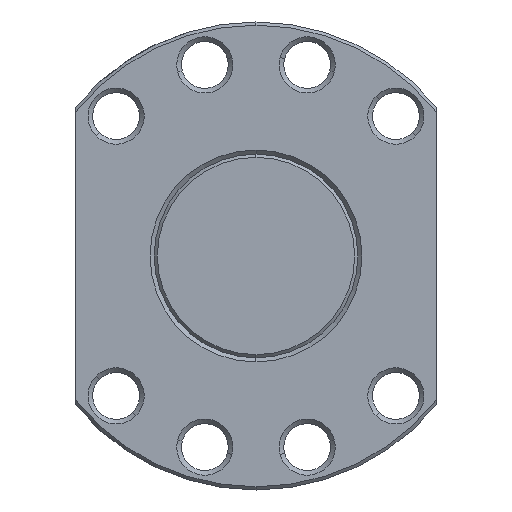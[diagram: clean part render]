
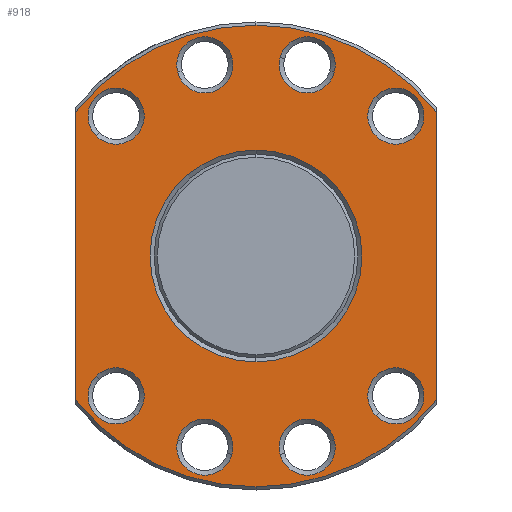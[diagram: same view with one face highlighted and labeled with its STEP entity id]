
A CAD part, left-side view. The second image highlights one B-rep face of the part: STEP entity #918.
In plain terms, the highlighted planar face has unit normal (-1, 0, 0).
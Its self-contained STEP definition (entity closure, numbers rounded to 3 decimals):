
#446=VERTEX_POINT('',#1291);
#470=VERTEX_POINT('',#1316);
#478=VERTEX_POINT('',#1324);
#524=VERTEX_POINT('',#1376);
#534=EDGE_CURVE('',#816,#470,#1387,.T.);
#572=VERTEX_POINT('',#1431);
#578=VERTEX_POINT('',#1437);
#586=VERTEX_POINT('',#1445);
#610=VERTEX_POINT('',#1474);
#618=EDGE_CURVE('',#686,#938,#1482,.T.);
#620=EDGE_CURVE('',#756,#446,#1484,.T.);
#626=VERTEX_POINT('',#1491);
#640=EDGE_CURVE('',#912,#1216,#1515,.T.);
#662=VERTEX_POINT('',#1542);
#664=EDGE_CURVE('',#944,#578,#1544,.T.);
#668=EDGE_CURVE('',#1164,#1216,#1548,.T.);
#678=EDGE_CURVE('',#1248,#572,#1558,.T.);
#686=VERTEX_POINT('',#1566);
#728=EDGE_CURVE('',#578,#944,#1617,.T.);
#734=EDGE_CURVE('',#470,#816,#1624,.T.);
#744=EDGE_CURVE('',#1086,#610,#1634,.T.);
#756=VERTEX_POINT('',#1646);
#814=EDGE_CURVE('',#446,#756,#1710,.T.);
#816=VERTEX_POINT('',#1712);
#898=EDGE_CURVE('',#586,#1118,#1807,.T.);
#912=VERTEX_POINT('',#1822);
#918=ADVANCED_FACE('',(#1828,#1829,#1830,#1831,#1832,#1833,#1834,#1835,#1836,#1837),#1838,.T.);
#930=EDGE_CURVE('',#626,#1164,#1853,.T.);
#938=VERTEX_POINT('',#1861);
#942=EDGE_CURVE('',#1088,#1056,#1865,.T.);
#944=VERTEX_POINT('',#1867);
#962=EDGE_CURVE('',#662,#1182,#1886,.T.);
#1014=EDGE_CURVE('',#626,#1182,#1943,.T.);
#1024=EDGE_CURVE('',#478,#524,#1954,.T.);
#1044=EDGE_CURVE('',#524,#478,#1979,.T.);
#1056=VERTEX_POINT('',#1992);
#1068=EDGE_CURVE('',#572,#1248,#2007,.T.);
#1086=VERTEX_POINT('',#2026);
#1088=VERTEX_POINT('',#2028);
#1118=VERTEX_POINT('',#2063);
#1138=EDGE_CURVE('',#1056,#1088,#2083,.T.);
#1158=EDGE_CURVE('',#1118,#586,#2104,.T.);
#1164=VERTEX_POINT('',#2111);
#1180=EDGE_CURVE('',#938,#686,#2128,.T.);
#1182=VERTEX_POINT('',#2130);
#1200=EDGE_CURVE('',#912,#662,#2150,.T.);
#1216=VERTEX_POINT('',#2166);
#1234=EDGE_CURVE('',#610,#1086,#2188,.T.);
#1248=VERTEX_POINT('',#2202);
#1291=CARTESIAN_POINT('',(455.0,37.547,28.214));
#1316=CARTESIAN_POINT('',(455.0,-18.41,-43.207));
#1324=CARTESIAN_POINT('',(455.0,0.0,24.908));
#1376=CARTESIAN_POINT('',(455.0,0.,-24.908));
#1387=CIRCLE('',#2365,6.6);
#1431=CARTESIAN_POINT('',(455.0,37.547,-28.214));
#1437=CARTESIAN_POINT('',(455.0,-28.214,37.547));
#1445=CARTESIAN_POINT('',(455.0,5.66,46.624));
#1474=CARTESIAN_POINT('',(455.0,-37.547,-28.214));
#1482=CIRCLE('',#2510,6.6);
#1484=CIRCLE('',#2513,6.6);
#1491=CARTESIAN_POINT('',(455.0,42.5,33.72));
#1515=LINE('',#2596,#2597);
#1542=CARTESIAN_POINT('',(455.0,0.,-54.252));
#1544=CIRCLE('',#2633,6.6);
#1548=CIRCLE('',#2640,54.252);
#1558=CIRCLE('',#2663,6.6);
#1566=CARTESIAN_POINT('',(455.0,-5.66,46.624));
#1617=CIRCLE('',#2735,6.6);
#1624=CIRCLE('',#2744,6.6);
#1634=CIRCLE('',#2759,6.6);
#1646=CARTESIAN_POINT('',(455.0,28.214,37.547));
#1710=CIRCLE('',#2856,6.6);
#1712=CARTESIAN_POINT('',(455.0,-5.66,-46.624));
#1807=CIRCLE('',#3010,6.6);
#1822=CARTESIAN_POINT('',(455.0,-42.5,-33.72));
#1828=FACE_BOUND('',#3037,.T.);
#1829=FACE_OUTER_BOUND('',#3038,.T.);
#1830=FACE_BOUND('',#3039,.T.);
#1831=FACE_BOUND('',#3040,.T.);
#1832=FACE_BOUND('',#3041,.T.);
#1833=FACE_BOUND('',#3042,.T.);
#1834=FACE_BOUND('',#3043,.T.);
#1835=FACE_BOUND('',#3044,.T.);
#1836=FACE_BOUND('',#3045,.T.);
#1837=FACE_BOUND('',#3046,.T.);
#1838=PLANE('',#3047);
#1853=CIRCLE('',#3065,54.252);
#1861=CARTESIAN_POINT('',(455.0,-18.41,43.207));
#1865=CIRCLE('',#3082,6.6);
#1867=CARTESIAN_POINT('',(455.0,-37.547,28.214));
#1886=CIRCLE('',#3113,54.252);
#1943=LINE('',#3211,#3212);
#1954=CIRCLE('',#3227,24.908);
#1979=CIRCLE('',#3255,24.908);
#1992=CARTESIAN_POINT('',(455.0,18.41,-43.207));
#2007=CIRCLE('',#3291,6.6);
#2026=CARTESIAN_POINT('',(455.0,-28.214,-37.547));
#2028=CARTESIAN_POINT('',(455.0,5.66,-46.624));
#2063=CARTESIAN_POINT('',(455.0,18.41,43.207));
#2083=CIRCLE('',#3399,6.6);
#2104=CIRCLE('',#3426,6.6);
#2111=CARTESIAN_POINT('',(455.0,0.,54.252));
#2128=CIRCLE('',#3466,6.6);
#2130=CARTESIAN_POINT('',(455.0,42.5,-33.72));
#2150=CIRCLE('',#3495,54.252);
#2166=CARTESIAN_POINT('',(455.0,-42.5,33.72));
#2188=CIRCLE('',#3544,6.6);
#2202=CARTESIAN_POINT('',(455.0,28.214,-37.547));
#2365=AXIS2_PLACEMENT_3D('',#3703,#3704,#3705);
#2510=AXIS2_PLACEMENT_3D('',#3829,#3830,#3831);
#2513=AXIS2_PLACEMENT_3D('',#3832,#3833,#3834);
#2596=CARTESIAN_POINT('',(455.0,-42.5,13.563));
#2597=VECTOR('',#3879,1.0);
#2633=AXIS2_PLACEMENT_3D('',#3928,#3929,#3930);
#2640=AXIS2_PLACEMENT_3D('',#3932,#3933,#3934);
#2663=AXIS2_PLACEMENT_3D('',#3936,#3937,#3938);
#2735=AXIS2_PLACEMENT_3D('',#4026,#4027,#4028);
#2744=AXIS2_PLACEMENT_3D('',#4040,#4041,#4042);
#2759=AXIS2_PLACEMENT_3D('',#4050,#4051,#4052);
#2856=AXIS2_PLACEMENT_3D('',#4126,#4127,#4128);
#3010=AXIS2_PLACEMENT_3D('',#4262,#4263,#4264);
#3037=EDGE_LOOP('',(#4287,#4288));
#3038=EDGE_LOOP('',(#4289,#4290,#4291,#4292,#4293,#4294));
#3039=EDGE_LOOP('',(#4295,#4296));
#3040=EDGE_LOOP('',(#4297,#4298));
#3041=EDGE_LOOP('',(#4299,#4300));
#3042=EDGE_LOOP('',(#4301,#4302));
#3043=EDGE_LOOP('',(#4303,#4304));
#3044=EDGE_LOOP('',(#4305,#4306));
#3045=EDGE_LOOP('',(#4307,#4308));
#3046=EDGE_LOOP('',(#4309,#4310));
#3047=AXIS2_PLACEMENT_3D('',#4311,#4312,#4313);
#3065=AXIS2_PLACEMENT_3D('',#4339,#4340,#4341);
#3082=AXIS2_PLACEMENT_3D('',#4349,#4350,#4351);
#3113=AXIS2_PLACEMENT_3D('',#4367,#4368,#4369);
#3211=CARTESIAN_POINT('',(455.0,42.5,13.563));
#3212=VECTOR('',#4432,1.0);
#3227=AXIS2_PLACEMENT_3D('',#4445,#4446,#4447);
#3255=AXIS2_PLACEMENT_3D('',#4489,#4490,#4491);
#3291=AXIS2_PLACEMENT_3D('',#4535,#4536,#4537);
#3399=AXIS2_PLACEMENT_3D('',#4610,#4611,#4612);
#3426=AXIS2_PLACEMENT_3D('',#4630,#4631,#4632);
#3466=AXIS2_PLACEMENT_3D('',#4659,#4660,#4661);
#3495=AXIS2_PLACEMENT_3D('',#4686,#4687,#4688);
#3544=AXIS2_PLACEMENT_3D('',#4735,#4736,#4737);
#3703=CARTESIAN_POINT('',(455.0,-12.035,-44.916));
#3704=DIRECTION('',(1.0,0.,0.));
#3705=DIRECTION('',(0.,-0.966,0.259));
#3829=CARTESIAN_POINT('',(455.0,-12.035,44.916));
#3830=DIRECTION('',(1.0,0.,0.));
#3831=DIRECTION('',(0.,0.966,0.259));
#3832=CARTESIAN_POINT('',(455.0,32.88,32.88));
#3833=DIRECTION('',(1.0,0.0,0.));
#3834=DIRECTION('',(0.,0.707,-0.707));
#3879=DIRECTION('',(0.,0.0,1.0));
#3928=CARTESIAN_POINT('',(455.0,-32.88,32.88));
#3929=DIRECTION('',(1.0,0.0,0.));
#3930=DIRECTION('',(0.,0.707,0.707));
#3932=CARTESIAN_POINT('',(455.0,0.0,0.0));
#3933=DIRECTION('',(1.0,0.0,-0.0));
#3934=DIRECTION('',(0.0,0.0,1.0));
#3936=CARTESIAN_POINT('',(455.0,32.88,-32.88));
#3937=DIRECTION('',(1.0,0.0,0.));
#3938=DIRECTION('',(0.,-0.707,-0.707));
#4026=CARTESIAN_POINT('',(455.0,-32.88,32.88));
#4027=DIRECTION('',(1.0,0.0,0.));
#4028=DIRECTION('',(0.,0.707,0.707));
#4040=CARTESIAN_POINT('',(455.0,-12.035,-44.916));
#4041=DIRECTION('',(1.0,0.,0.));
#4042=DIRECTION('',(0.,-0.966,0.259));
#4050=CARTESIAN_POINT('',(455.0,-32.88,-32.88));
#4051=DIRECTION('',(1.0,0.0,0.));
#4052=DIRECTION('',(0.,-0.707,0.707));
#4126=CARTESIAN_POINT('',(455.0,32.88,32.88));
#4127=DIRECTION('',(1.0,0.0,0.));
#4128=DIRECTION('',(0.,0.707,-0.707));
#4262=CARTESIAN_POINT('',(455.0,12.035,44.916));
#4263=DIRECTION('',(1.0,0.,0.));
#4264=DIRECTION('',(0.,0.966,-0.259));
#4287=ORIENTED_EDGE('',*,*,#1024,.T.);
#4288=ORIENTED_EDGE('',*,*,#1044,.T.);
#4289=ORIENTED_EDGE('',*,*,#1014,.T.);
#4290=ORIENTED_EDGE('',*,*,#962,.F.);
#4291=ORIENTED_EDGE('',*,*,#1200,.F.);
#4292=ORIENTED_EDGE('',*,*,#640,.T.);
#4293=ORIENTED_EDGE('',*,*,#668,.F.);
#4294=ORIENTED_EDGE('',*,*,#930,.F.);
#4295=ORIENTED_EDGE('',*,*,#1234,.T.);
#4296=ORIENTED_EDGE('',*,*,#744,.T.);
#4297=ORIENTED_EDGE('',*,*,#734,.T.);
#4298=ORIENTED_EDGE('',*,*,#534,.T.);
#4299=ORIENTED_EDGE('',*,*,#942,.T.);
#4300=ORIENTED_EDGE('',*,*,#1138,.T.);
#4301=ORIENTED_EDGE('',*,*,#678,.T.);
#4302=ORIENTED_EDGE('',*,*,#1068,.T.);
#4303=ORIENTED_EDGE('',*,*,#814,.T.);
#4304=ORIENTED_EDGE('',*,*,#620,.T.);
#4305=ORIENTED_EDGE('',*,*,#1158,.T.);
#4306=ORIENTED_EDGE('',*,*,#898,.T.);
#4307=ORIENTED_EDGE('',*,*,#618,.T.);
#4308=ORIENTED_EDGE('',*,*,#1180,.T.);
#4309=ORIENTED_EDGE('',*,*,#728,.T.);
#4310=ORIENTED_EDGE('',*,*,#664,.T.);
#4311=CARTESIAN_POINT('',(455.0,0.0,27.126));
#4312=DIRECTION('',(-1.0,-0.0,0.));
#4313=DIRECTION('',(0.,0.0,-1.0));
#4339=CARTESIAN_POINT('',(455.0,0.0,0.0));
#4340=DIRECTION('',(1.0,0.0,-0.0));
#4341=DIRECTION('',(0.0,0.0,1.0));
#4349=CARTESIAN_POINT('',(455.0,12.035,-44.916));
#4350=DIRECTION('',(1.0,0.,0.));
#4351=DIRECTION('',(0.,-0.966,-0.259));
#4367=CARTESIAN_POINT('',(455.0,0.0,0.0));
#4368=DIRECTION('',(1.0,0.0,-0.0));
#4369=DIRECTION('',(0.0,0.0,1.0));
#4432=DIRECTION('',(0.,0.0,-1.0));
#4445=CARTESIAN_POINT('',(455.0,0.0,0.0));
#4446=DIRECTION('',(1.0,0.0,0.));
#4447=DIRECTION('',(0.,0.0,1.0));
#4489=CARTESIAN_POINT('',(455.0,0.0,0.0));
#4490=DIRECTION('',(1.0,0.0,0.));
#4491=DIRECTION('',(0.,0.0,1.0));
#4535=CARTESIAN_POINT('',(455.0,32.88,-32.88));
#4536=DIRECTION('',(1.0,0.0,0.));
#4537=DIRECTION('',(0.,-0.707,-0.707));
#4610=CARTESIAN_POINT('',(455.0,12.035,-44.916));
#4611=DIRECTION('',(1.0,0.,0.));
#4612=DIRECTION('',(0.,-0.966,-0.259));
#4630=CARTESIAN_POINT('',(455.0,12.035,44.916));
#4631=DIRECTION('',(1.0,0.,0.));
#4632=DIRECTION('',(0.,0.966,-0.259));
#4659=CARTESIAN_POINT('',(455.0,-12.035,44.916));
#4660=DIRECTION('',(1.0,0.,0.));
#4661=DIRECTION('',(0.,0.966,0.259));
#4686=CARTESIAN_POINT('',(455.0,0.0,0.0));
#4687=DIRECTION('',(1.0,0.0,-0.0));
#4688=DIRECTION('',(0.0,0.0,1.0));
#4735=CARTESIAN_POINT('',(455.0,-32.88,-32.88));
#4736=DIRECTION('',(1.0,0.0,0.));
#4737=DIRECTION('',(0.,-0.707,0.707));
